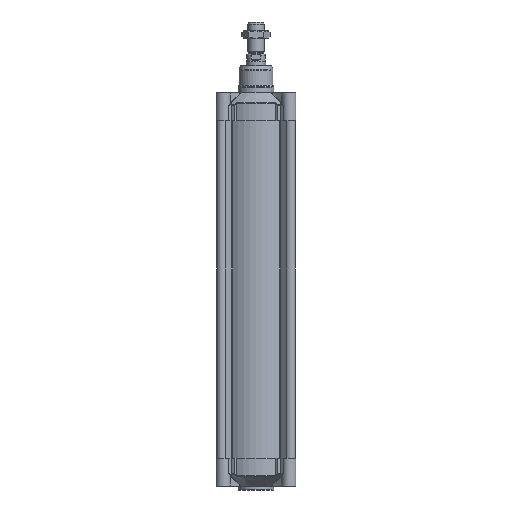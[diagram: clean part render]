
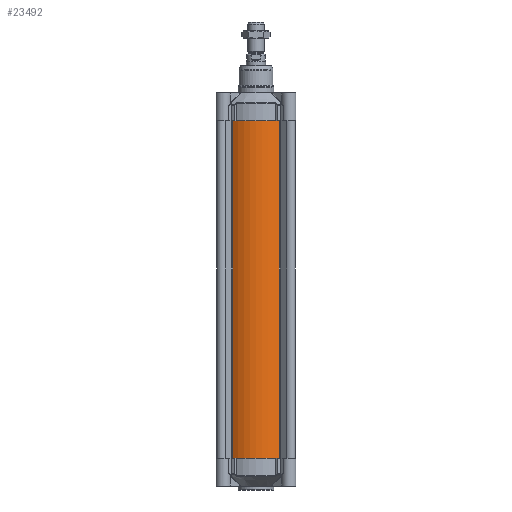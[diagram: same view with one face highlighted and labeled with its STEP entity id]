
A CAD part, left-side view. The second image highlights one B-rep face of the part: STEP entity #23492.
In plain terms, the highlighted cylindrical face has radius 65.5 mm (diameter 131 mm), a partial arc.
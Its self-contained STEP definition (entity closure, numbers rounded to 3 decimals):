
#4028=LINE('',#49362,#5325);
#4029=LINE('',#49366,#5326);
#5325=VECTOR('',#32325,10.);
#5326=VECTOR('',#32330,10.);
#5669=CYLINDRICAL_SURFACE('',#26151,65.5);
#6985=FACE_OUTER_BOUND('',#8450,.T.);
#8450=EDGE_LOOP('',(#21620,#21621,#21622,#21623));
#9812=CIRCLE('',#26008,65.5);
#9870=CIRCLE('',#26152,65.5);
#11851=VERTEX_POINT('',#48976);
#11852=VERTEX_POINT('',#48978);
#11958=VERTEX_POINT('',#49360);
#11959=VERTEX_POINT('',#49364);
#15054=EDGE_CURVE('',#11851,#11852,#9812,.T.);
#15246=EDGE_CURVE('',#11851,#11958,#4028,.T.);
#15247=EDGE_CURVE('',#11959,#11958,#9870,.T.);
#15248=EDGE_CURVE('',#11852,#11959,#4029,.T.);
#21620=ORIENTED_EDGE('',*,*,#15246,.T.);
#21621=ORIENTED_EDGE('',*,*,#15247,.F.);
#21622=ORIENTED_EDGE('',*,*,#15248,.F.);
#21623=ORIENTED_EDGE('',*,*,#15054,.F.);
#23492=ADVANCED_FACE('',(#6985),#5669,.T.);
#26008=AXIS2_PLACEMENT_3D('',#48979,#31905,#31906);
#26151=AXIS2_PLACEMENT_3D('',#49363,#32326,#32327);
#26152=AXIS2_PLACEMENT_3D('',#49365,#32328,#32329);
#31905=DIRECTION('center_axis',(0.,0.,-1.));
#31906=DIRECTION('ref_axis',(-0.597,-0.802,0.));
#32325=DIRECTION('',(0.,0.,1.));
#32326=DIRECTION('center_axis',(0.,0.,1.));
#32327=DIRECTION('ref_axis',(-0.597,-0.802,0.));
#32328=DIRECTION('center_axis',(0.,0.,1.));
#32329=DIRECTION('ref_axis',(-0.597,-0.802,0.));
#32330=DIRECTION('',(0.,0.,1.));
#48976=CARTESIAN_POINT('',(39.083,-52.562,-283.));
#48978=CARTESIAN_POINT('',(-39.083,-52.562,-283.));
#48979=CARTESIAN_POINT('Origin',(0.,0.,
-283.));
#49360=CARTESIAN_POINT('',(39.083,-52.562,283.));
#49362=CARTESIAN_POINT('',(39.083,-52.562,0.));
#49363=CARTESIAN_POINT('Origin',(0.,0.,
0.));
#49364=CARTESIAN_POINT('',(-39.083,-52.562,283.));
#49365=CARTESIAN_POINT('Origin',(0.,0.,
283.));
#49366=CARTESIAN_POINT('',(-39.083,-52.562,0.));
